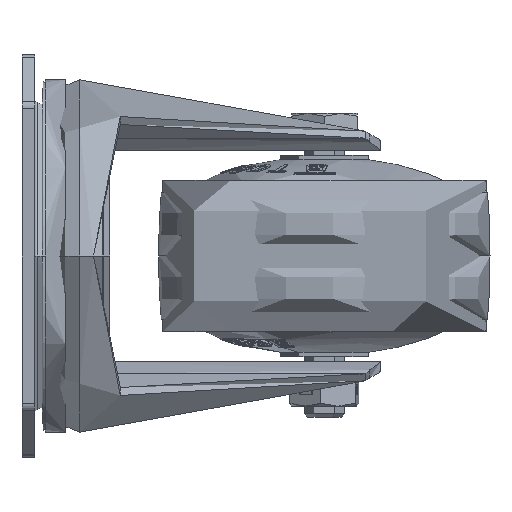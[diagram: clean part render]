
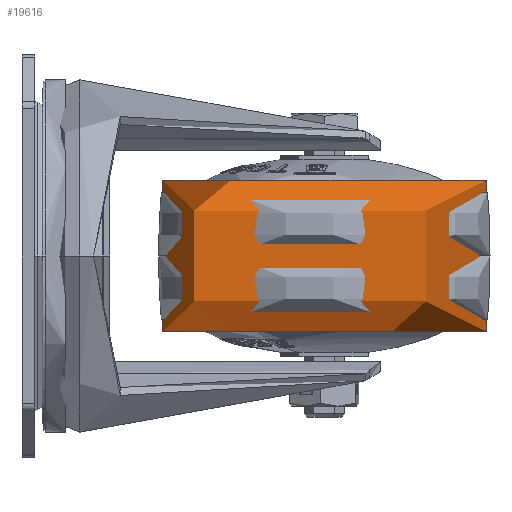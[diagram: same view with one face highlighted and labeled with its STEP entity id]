
A CAD part, left-side view. The second image highlights one B-rep face of the part: STEP entity #19616.
In plain terms, the highlighted free-form (B-spline) face has degree [3, 3] with [4, 4] control points.
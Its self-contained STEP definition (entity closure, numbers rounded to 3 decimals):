
#68 = CARTESIAN_POINT ( 'NONE',  ( 35.023, -92.112, 15. ) ) ;
#3211 = CARTESIAN_POINT ( 'NONE',  ( 35.023, -92.112, -15. ) ) ;
#3887 = CARTESIAN_POINT ( 'NONE',  ( -29.202, -86.158, -15. ) ) ;
#4477 = CARTESIAN_POINT ( 'NONE',  ( 35.023, -92.112, 15. ) ) ;
#4674 =( BOUNDED_CURVE ( )  B_SPLINE_CURVE ( 3, ( #4477, #18095, #18345, #18564 ),
 .UNSPECIFIED., .F., .T. ) 
 B_SPLINE_CURVE_WITH_KNOTS ( ( 4, 4 ),
 ( 0., 3.142 ),
 .UNSPECIFIED. ) 
 CURVE ( )  GEOMETRIC_REPRESENTATION_ITEM ( )  RATIONAL_B_SPLINE_CURVE ( ( 1., 0.333, 0.333, 1. ) ) 
 REPRESENTATION_ITEM ( '' )  );
#5503 = DIRECTION ( 'NONE',  ( 0.092, 0.996, 0. ) ) ;
#7279 = ORIENTED_EDGE ( 'NONE', *, *, #27128, .T. ) ;
#8396 = VERTEX_POINT ( 'NONE', #13904 ) ;
#8740 = EDGE_LOOP ( 'NONE', ( #33302, #7279, #28474, #19679 ) ) ;
#9259 = CARTESIAN_POINT ( 'NONE',  ( 40.977, -27.888, 15. ) ) ;
#9474 = CARTESIAN_POINT ( 'NONE',  ( 40.977, -27.888, -15. ) ) ;
#10461 = FACE_OUTER_BOUND ( 'NONE', #8740, .T. ) ;
#12639 = CARTESIAN_POINT ( 'NONE',  ( 42.408, -12.454, -15. ) ) ;
#13864 = CARTESIAN_POINT ( 'NONE',  ( 33.592, -107.546, -15. ) ) ;
#13904 = CARTESIAN_POINT ( 'NONE',  ( 40.977, -27.888, -15. ) ) ;
#13916 = VERTEX_POINT ( 'NONE', #25435 ) ;
#14088 = CARTESIAN_POINT ( 'NONE',  ( 33.592, -107.546, 15. ) ) ;
#15065 = EDGE_CURVE ( 'NONE', #31966, #8396, #21941, .T. ) ;
#16982 = VERTEX_POINT ( 'NONE', #23604 ) ;
#18095 = CARTESIAN_POINT ( 'NONE',  ( 33.592, -107.546, 15. ) ) ;
#18345 = CARTESIAN_POINT ( 'NONE',  ( 33.592, -107.546, -15. ) ) ;
#18564 = CARTESIAN_POINT ( 'NONE',  ( 35.023, -92.112, -15. ) ) ;
#19616 = ADVANCED_FACE ( 'NONE', ( #10461 ), #27663, .F. ) ;
#19679 = ORIENTED_EDGE ( 'NONE', *, *, #15065, .F. ) ;
#19822 = DIRECTION ( 'NONE',  ( 0., 0., -1. ) ) ;
#20490 = CARTESIAN_POINT ( 'NONE',  ( -29.202, -86.158, 15. ) ) ;
#21157 = CARTESIAN_POINT ( 'NONE',  ( 42.408, -12.454, 15. ) ) ;
#21796 =( BOUNDED_CURVE ( )  B_SPLINE_CURVE ( 3, ( #9259, #44457, #12639, #9474 ),
 .UNSPECIFIED., .F., .T. ) 
 B_SPLINE_CURVE_WITH_KNOTS ( ( 4, 4 ),
 ( 0., 3.142 ),
 .UNSPECIFIED. ) 
 CURVE ( )  GEOMETRIC_REPRESENTATION_ITEM ( )  RATIONAL_B_SPLINE_CURVE ( ( 1., 0.333, 0.333, 1. ) ) 
 REPRESENTATION_ITEM ( '' )  );
#21941 = CIRCLE ( 'NONE', #34285, 32.25 ) ;
#23604 = CARTESIAN_POINT ( 'NONE',  ( 40.977, -27.888, 15. ) ) ;
#24337 = CARTESIAN_POINT ( 'NONE',  ( -52.684, -3.638, -15. ) ) ;
#25435 = CARTESIAN_POINT ( 'NONE',  ( 35.023, -92.112, 15. ) ) ;
#27128 = EDGE_CURVE ( 'NONE', #13916, #16982, #32146, .T. ) ;
#27663 =( BOUNDED_SURFACE ( )  B_SPLINE_SURFACE ( 3, 3, ( 
 ( #68, #20490, #42012, #31646 ),
 ( #14088, #37744, #34343, #21157 ),
 ( #13864, #41586, #24337, #35007 ),
 ( #3211, #3887, #44754, #38399 ) ),
 .UNSPECIFIED., .F., .F., .F. ) 
 B_SPLINE_SURFACE_WITH_KNOTS ( ( 4, 4 ),
 ( 4, 4 ),
 ( 0., 1. ),
 ( 0., 1. ),
 .UNSPECIFIED. ) 
 GEOMETRIC_REPRESENTATION_ITEM ( )  RATIONAL_B_SPLINE_SURFACE ( (
 ( 1., 0.333, 0.333, 1.),
 ( 0.333, 0.111, 0.111, 0.333),
 ( 0.333, 0.111, 0.111, 0.333),
 ( 1., 0.333, 0.333, 1.) ) ) 
 REPRESENTATION_ITEM ( '' )  SURFACE ( )  );
#28474 = ORIENTED_EDGE ( 'NONE', *, *, #29075, .T. ) ;
#29075 = EDGE_CURVE ( 'NONE', #16982, #8396, #21796, .T. ) ;
#29138 = EDGE_CURVE ( 'NONE', #13916, #31966, #4674, .T. ) ;
#31646 = CARTESIAN_POINT ( 'NONE',  ( 40.977, -27.888, 15. ) ) ;
#31966 = VERTEX_POINT ( 'NONE', #36002 ) ;
#32146 = CIRCLE ( 'NONE', #43700, 32.25 ) ;
#33302 = ORIENTED_EDGE ( 'NONE', *, *, #29138, .F. ) ;
#34112 = CARTESIAN_POINT ( 'NONE',  ( 38., -60., -15. ) ) ;
#34285 = AXIS2_PLACEMENT_3D ( 'NONE', #34112, #19822, #37527 ) ;
#34343 = CARTESIAN_POINT ( 'NONE',  ( -52.684, -3.638, 15. ) ) ;
#35007 = CARTESIAN_POINT ( 'NONE',  ( 42.408, -12.454, -15. ) ) ;
#36002 = CARTESIAN_POINT ( 'NONE',  ( 35.023, -92.112, -15. ) ) ;
#36641 = CARTESIAN_POINT ( 'NONE',  ( 38., -60., 15. ) ) ;
#37527 = DIRECTION ( 'NONE',  ( 0.092, 0.996, 0. ) ) ;
#37744 = CARTESIAN_POINT ( 'NONE',  ( -61.5, -98.73, 15. ) ) ;
#38399 = CARTESIAN_POINT ( 'NONE',  ( 40.977, -27.888, -15. ) ) ;
#41586 = CARTESIAN_POINT ( 'NONE',  ( -61.5, -98.73, -15. ) ) ;
#42012 = CARTESIAN_POINT ( 'NONE',  ( -23.247, -21.933, 15. ) ) ;
#43652 = DIRECTION ( 'NONE',  ( 0., 0., -1. ) ) ;
#43700 = AXIS2_PLACEMENT_3D ( 'NONE', #36641, #43652, #5503 ) ;
#44457 = CARTESIAN_POINT ( 'NONE',  ( 42.408, -12.454, 15. ) ) ;
#44754 = CARTESIAN_POINT ( 'NONE',  ( -23.247, -21.933, -15. ) ) ;
